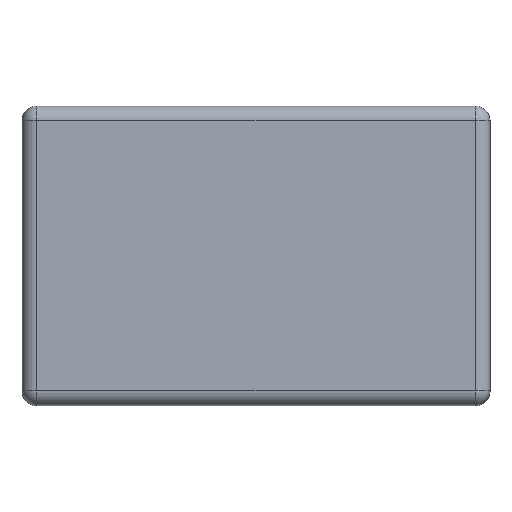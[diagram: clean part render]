
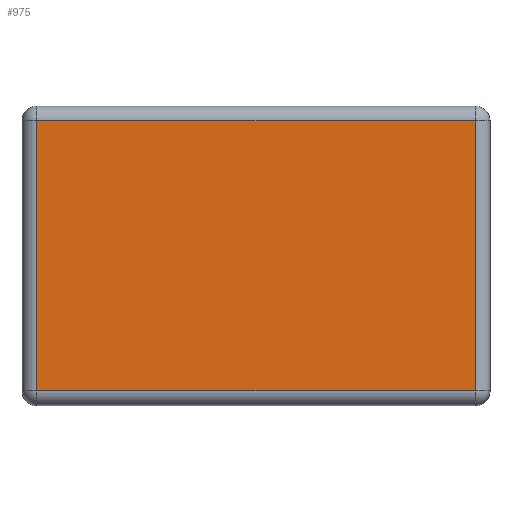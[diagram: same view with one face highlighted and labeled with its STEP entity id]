
A CAD part, top view. The second image highlights one B-rep face of the part: STEP entity #975.
In plain terms, the highlighted planar face has unit normal (0, 0, 1).
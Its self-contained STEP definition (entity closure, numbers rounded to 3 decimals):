
#57=PLANE('',#1122);
#114=FACE_OUTER_BOUND('',#218,.T.);
#218=EDGE_LOOP('',(#808,#809,#810,#811));
#306=LINE('',#1747,#358);
#307=LINE('',#1749,#359);
#308=LINE('',#1751,#360);
#309=LINE('',#1752,#361);
#358=VECTOR('',#1406,1000.);
#359=VECTOR('',#1407,1000.);
#360=VECTOR('',#1408,1000.);
#361=VECTOR('',#1409,1000.);
#516=VERTEX_POINT('',#1745);
#517=VERTEX_POINT('',#1746);
#518=VERTEX_POINT('',#1748);
#519=VERTEX_POINT('',#1750);
#628=EDGE_CURVE('',#516,#517,#306,.T.);
#629=EDGE_CURVE('',#517,#518,#307,.T.);
#630=EDGE_CURVE('',#518,#519,#308,.T.);
#631=EDGE_CURVE('',#519,#516,#309,.T.);
#808=ORIENTED_EDGE('',*,*,#628,.T.);
#809=ORIENTED_EDGE('',*,*,#629,.T.);
#810=ORIENTED_EDGE('',*,*,#630,.T.);
#811=ORIENTED_EDGE('',*,*,#631,.T.);
#975=ADVANCED_FACE('',(#114),#57,.F.);
#1122=AXIS2_PLACEMENT_3D('',#1744,#1404,#1405);
#1404=DIRECTION('center_axis',(0.,0.,-1.));
#1405=DIRECTION('ref_axis',(0.,1.,0.));
#1406=DIRECTION('',(1.,0.,0.));
#1407=DIRECTION('',(0.,1.,0.));
#1408=DIRECTION('',(-1.,0.,0.));
#1409=DIRECTION('',(0.,-1.,0.));
#1744=CARTESIAN_POINT('Origin',(-15.875,20.32,-10.391));
#1745=CARTESIAN_POINT('',(-14.875,1.,-10.391));
#1746=CARTESIAN_POINT('',(14.875,1.,-10.391));
#1747=CARTESIAN_POINT('',(-15.875,1.,-10.391));
#1748=CARTESIAN_POINT('',(14.875,19.32,-10.391));
#1749=CARTESIAN_POINT('',(14.875,20.32,-10.391));
#1750=CARTESIAN_POINT('',(-14.875,19.32,-10.391));
#1751=CARTESIAN_POINT('',(-15.875,19.32,-10.391));
#1752=CARTESIAN_POINT('',(-14.875,20.32,-10.391));
